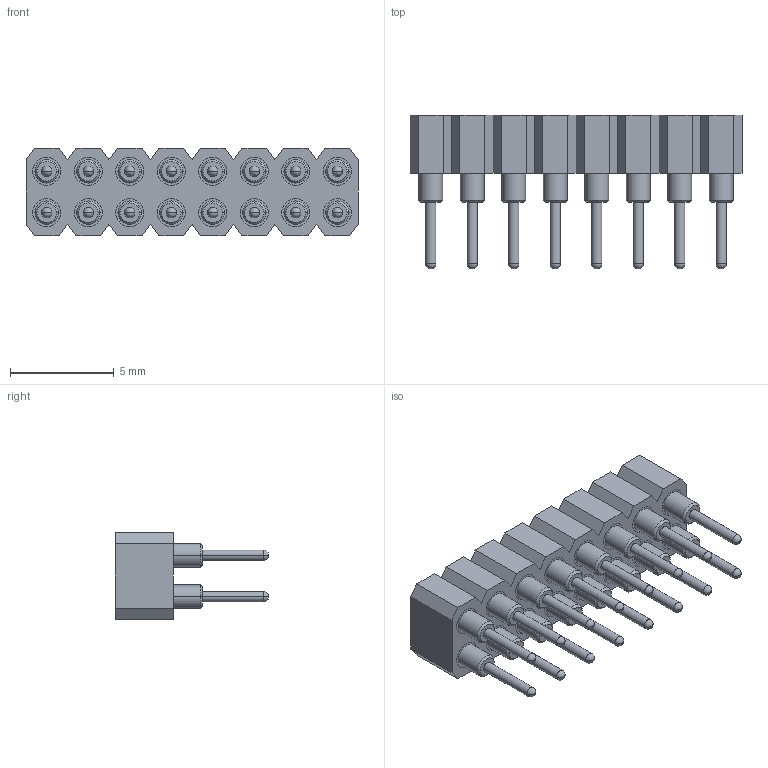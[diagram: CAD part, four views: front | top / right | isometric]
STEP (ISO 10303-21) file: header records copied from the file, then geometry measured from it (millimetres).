
FILE_DESCRIPTION((''),'2;1');
FILE_NAME('FSI20001-FD40_ASM','2023-08-07T',('工程三'),(''),'PRO/ENGINEER BY PARAMETRIC TECHNOLOGY CORPORATION, 2010280','PRO/ENGINEER BY PARAMETRIC TECHNOLOGY CORPORATION, 2010280','');
FILE_SCHEMA(('CONFIG_CONTROL_DESIGN'));
Length unit declared in the file: millimetre
Products named in the file (4): FSI20001-FD-BASE; FSI20001-T; FSI20001-FD-CS; FSI20001-FD40_ASM
Assembly tree (33 placements, depth 2):
  FSI20001-FD40_ASM
    FSI20001-FD-BASE
    FSI20001-T  x16
    FSI20001-FD-CS  x16
Bounding box: 16 x 7.4 x 4.2 mm (x, y, z)
Volume: 173.9 mm3; surface area: 1137 mm2
Topology: 33 solids, 33 shells, 1028 faces, 2582 edges, 1604 vertices
Faces by surface type: plane 420, cylinder 288, cone 224, torus 64, sphere 32
Entity records: 6626 total; most frequent: CARTESIAN_POINT 1326, DIRECTION 1140, ORIENTED_EDGE 1016, EDGE_CURVE 508, AXIS2_PLACEMENT_3D 428, VERTEX_POINT 314, VECTOR 284, LINE 284
